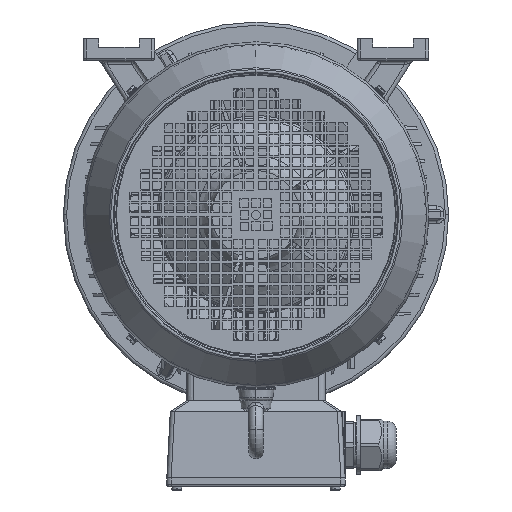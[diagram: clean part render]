
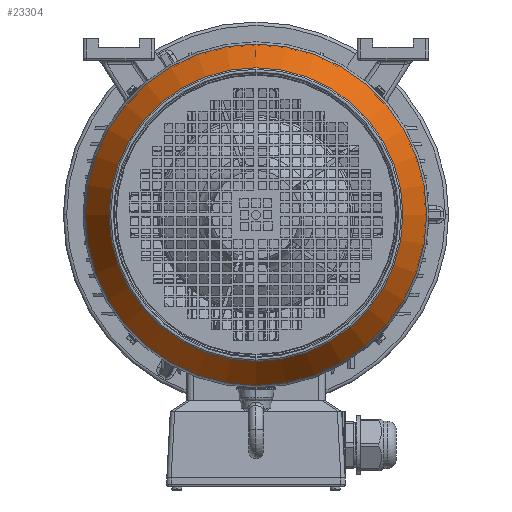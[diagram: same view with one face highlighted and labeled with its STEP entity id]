
A CAD part, left-side view. The second image highlights one B-rep face of the part: STEP entity #23304.
In plain terms, the highlighted conical face has half-angle 30 degrees and reference radius 144.197 mm.
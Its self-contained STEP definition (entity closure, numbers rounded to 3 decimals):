
#12458=CONICAL_SURFACE('',#96606,144.197,30.);
#16225=CIRCLE('',#96599,154.99);
#16228=CIRCLE('',#96604,133.405);
#16229=CIRCLE('',#96605,133.405);
#23304=ADVANCED_FACE('',(#28138,#28139),#12458,.T.);
#28138=FACE_BOUND('',#32304,.T.);
#28139=FACE_BOUND('',#32305,.T.);
#32304=EDGE_LOOP('',(#63398));
#32305=EDGE_LOOP('',(#63399,#63400));
#63398=ORIENTED_EDGE('',*,*,#86578,.F.);
#63399=ORIENTED_EDGE('',*,*,#86581,.T.);
#63400=ORIENTED_EDGE('',*,*,#86582,.T.);
#76734=VERTEX_POINT('',#156332);
#76737=VERTEX_POINT('',#156340);
#76738=VERTEX_POINT('',#156341);
#86578=EDGE_CURVE('',#76734,#76734,#16225,.T.);
#86581=EDGE_CURVE('',#76737,#76738,#16228,.T.);
#86582=EDGE_CURVE('',#76738,#76737,#16229,.T.);
#96599=AXIS2_PLACEMENT_3D('',#156331,#111746,#111747);
#96604=AXIS2_PLACEMENT_3D('',#156339,#111756,#111757);
#96605=AXIS2_PLACEMENT_3D('',#156342,#111758,#111759);
#96606=AXIS2_PLACEMENT_3D('',#156343,#111760,#111761);
#111746=DIRECTION('',(1.,0.,0.));
#111747=DIRECTION('',(0.,0.,-1.));
#111756=DIRECTION('',(1.,0.,0.));
#111757=DIRECTION('',(0.,0.,-1.));
#111758=DIRECTION('',(1.,0.,0.));
#111759=DIRECTION('',(0.,0.,-1.));
#111760=DIRECTION('',(1.,0.,0.));
#111761=DIRECTION('',(0.,0.,1.));
#156331=CARTESIAN_POINT('',(-111.046,166.457,-166.457));
#156332=CARTESIAN_POINT('',(-111.046,166.457,-321.448));
#156339=CARTESIAN_POINT('',(-148.433,166.457,-166.457));
#156340=CARTESIAN_POINT('',(-148.433,166.457,-299.862));
#156341=CARTESIAN_POINT('',(-148.433,166.457,-33.053));
#156342=CARTESIAN_POINT('',(-148.433,166.457,-166.457));
#156343=CARTESIAN_POINT('',(-129.739,166.457,-166.457));
